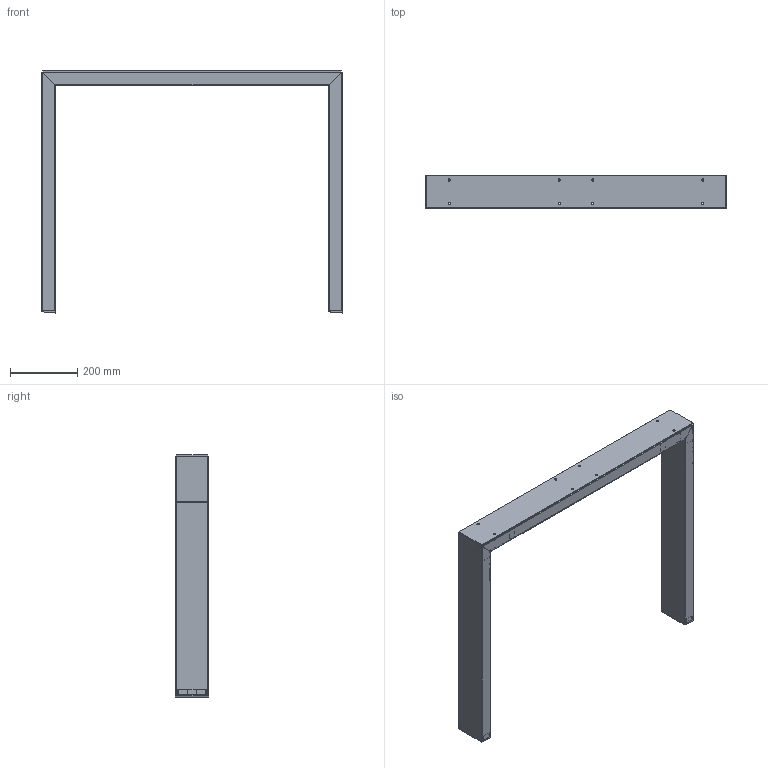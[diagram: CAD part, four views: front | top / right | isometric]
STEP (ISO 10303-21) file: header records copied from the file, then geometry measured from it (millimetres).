
FILE_DESCRIPTION(('STEP AP214'),'1');
FILE_NAME('3032188_3032232 Wesco Tischgestell TG275_895.stp','2024-11-20T10:18:11',(' '),(' '),'Spatial InterOp 3D',' ',' ');
FILE_SCHEMA(('AUTOMOTIVE_DESIGN { 1 0 10303 214 1 1 1 1 }'));
Length unit declared in the file: millimetre
Products named in the file (1): A620278-XX Tischkufenset TG275|A620279-XX Tischkufe ATG275:2#A620279-XX Tischkufe ATG275|MA 710142-1_40 x 100 x 712_01_Fuß:1#MA 710142-1_40 x 100 x 712_01;Volumenkörper1
Bounding box: 895 x 100 x 721 mm (x, y, z)
Volume: 2205970.9 mm3; surface area: 1665190.6 mm2
Topology: 8 solids, 8 shells, 592 faces, 1706 edges, 1140 vertices
Faces by surface type: cylinder 342, plane 194, cone 56
Entity records: 20093 total; most frequent: DIRECTION 3628, CARTESIAN_POINT 3547, ORIENTED_EDGE 3396, EDGE_CURVE 1698, AXIS2_PLACEMENT_3D 1377, VERTEX_POINT 1128, LINE 874, VECTOR 874
